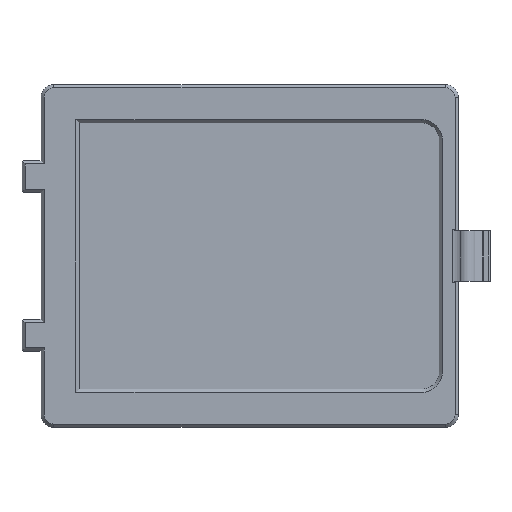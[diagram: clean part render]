
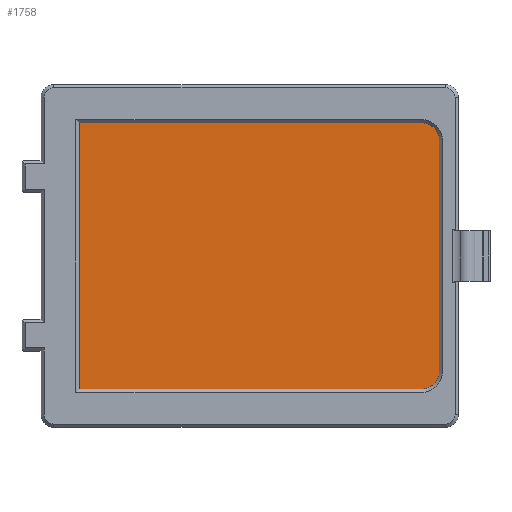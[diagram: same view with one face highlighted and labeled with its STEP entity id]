
A CAD part, top view. The second image highlights one B-rep face of the part: STEP entity #1758.
In plain terms, the highlighted planar face has unit normal (0, 0, 1).
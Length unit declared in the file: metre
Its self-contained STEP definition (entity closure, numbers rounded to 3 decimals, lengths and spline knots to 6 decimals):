
#25=CIRCLE('',#1852,0.0028);
#27=CIRCLE('',#1856,0.0028);
#230=ORIENTED_EDGE('',*,*,#638,.T.);
#231=ORIENTED_EDGE('',*,*,#641,.T.);
#232=ORIENTED_EDGE('',*,*,#663,.T.);
#233=ORIENTED_EDGE('',*,*,#629,.T.);
#234=ORIENTED_EDGE('',*,*,#632,.T.);
#235=ORIENTED_EDGE('',*,*,#635,.T.);
#629=EDGE_CURVE('',#886,#888,#25,.T.);
#632=EDGE_CURVE('',#888,#890,#1049,.T.);
#635=EDGE_CURVE('',#890,#892,#27,.T.);
#638=EDGE_CURVE('',#892,#894,#1053,.T.);
#641=EDGE_CURVE('',#894,#896,#1056,.T.);
#663=EDGE_CURVE('',#896,#886,#1070,.T.);
#886=VERTEX_POINT('',#2561);
#888=VERTEX_POINT('',#2565);
#890=VERTEX_POINT('',#2571);
#892=VERTEX_POINT('',#2577);
#894=VERTEX_POINT('',#2583);
#896=VERTEX_POINT('',#2589);
#1049=LINE('',#2572,#1264);
#1053=LINE('',#2584,#1268);
#1056=LINE('',#2590,#1271);
#1070=LINE('',#2632,#1285);
#1264=VECTOR('',#2040,1.);
#1268=VECTOR('',#2052,1.);
#1271=VECTOR('',#2057,1.);
#1285=VECTOR('',#2103,1.);
#1477=EDGE_LOOP('',(#230,#231,#232,#233,#234,#235));
#1580=FACE_BOUND('',#1477,.T.);
#1676=PLANE('',#1895);
#1758=ADVANCED_FACE('',(#1580),#1676,.F.);
#1852=AXIS2_PLACEMENT_3D('',#2566,#2034,#2035);
#1856=AXIS2_PLACEMENT_3D('',#2578,#2046,#2047);
#1895=AXIS2_PLACEMENT_3D('',#2765,#2198,#2199);
#2034=DIRECTION('',(0.,0.,1.));
#2035=DIRECTION('',(1.,0.,0.));
#2040=DIRECTION('',(0.,1.,0.));
#2046=DIRECTION('',(0.,0.,1.));
#2047=DIRECTION('',(1.,0.,0.));
#2052=DIRECTION('',(-1.,0.,0.));
#2057=DIRECTION('',(0.,-1.,0.));
#2103=DIRECTION('',(1.,0.,0.));
#2198=DIRECTION('',(0.,0.,-1.));
#2199=DIRECTION('',(1.,0.,0.));
#2561=CARTESIAN_POINT('',(0.037795,-0.0142,0.0012));
#2565=CARTESIAN_POINT('',(0.040595,-0.0114,0.0012));
#2566=CARTESIAN_POINT('',(0.037795,-0.0114,0.0012));
#2571=CARTESIAN_POINT('',(0.040595,0.025038,0.0012));
#2572=CARTESIAN_POINT('',(0.040595,-0.001038,0.0012));
#2577=CARTESIAN_POINT('',(0.037795,0.027838,0.0012));
#2578=CARTESIAN_POINT('',(0.037795,0.025038,0.0012));
#2583=CARTESIAN_POINT('',(-0.016216,0.027838,0.0012));
#2584=CARTESIAN_POINT('',(-0.015416,0.027838,0.0012));
#2589=CARTESIAN_POINT('',(-0.016216,-0.0142,0.0012));
#2590=CARTESIAN_POINT('',(-0.016216,-0.001038,0.0012));
#2632=CARTESIAN_POINT('',(0.037795,-0.0142,0.0012));
#2765=CARTESIAN_POINT('',(0.,-0.001038,0.0012));
